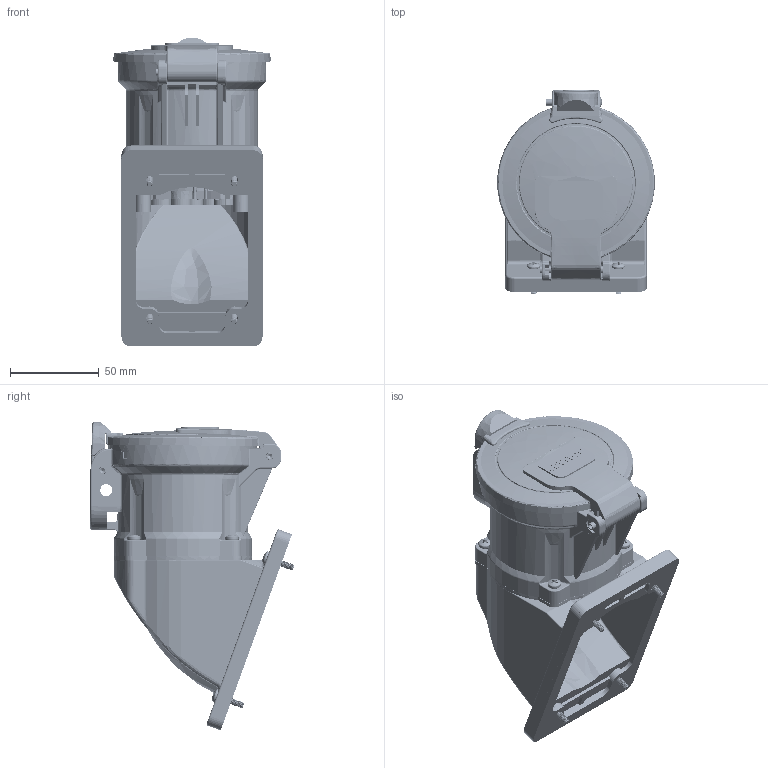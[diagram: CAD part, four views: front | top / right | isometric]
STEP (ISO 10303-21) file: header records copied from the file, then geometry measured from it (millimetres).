
FILE_DESCRIPTION (( 'STEP AP214' ), '1' );
FILE_NAME ('ORC6806-60RA043.STEP', '2025-09-25T17:03:15', ( '' ), ( '' ), 'SwSTEP 2.0', 'SolidWorks 2024', '' );
FILE_SCHEMA (( 'AUTOMOTIVE_DESIGN' ));
Length unit declared in the file: inch
Products named in the file (1): ORC6806-60RA043
Bounding box: 88.68 x 115.23 x 173.81 mm (x, y, z)
Volume: 518475.4 mm3; surface area: 156067.8 mm2
Topology: 21 solids, 31 shells, 3157 faces, 8266 edges, 5166 vertices
Faces by surface type: cylinder 1245, plane 841, bspline 549, torus 259, cone 164, sphere 99
Entity records: 191772 total; most frequent: CARTESIAN_POINT 121653, ORIENTED_EDGE 16348, DIRECTION 12758, EDGE_CURVE 8174, VERTEX_POINT 5160, AXIS2_PLACEMENT_3D 4966, EDGE_LOOP 3304, FACE_OUTER_BOUND 3157
